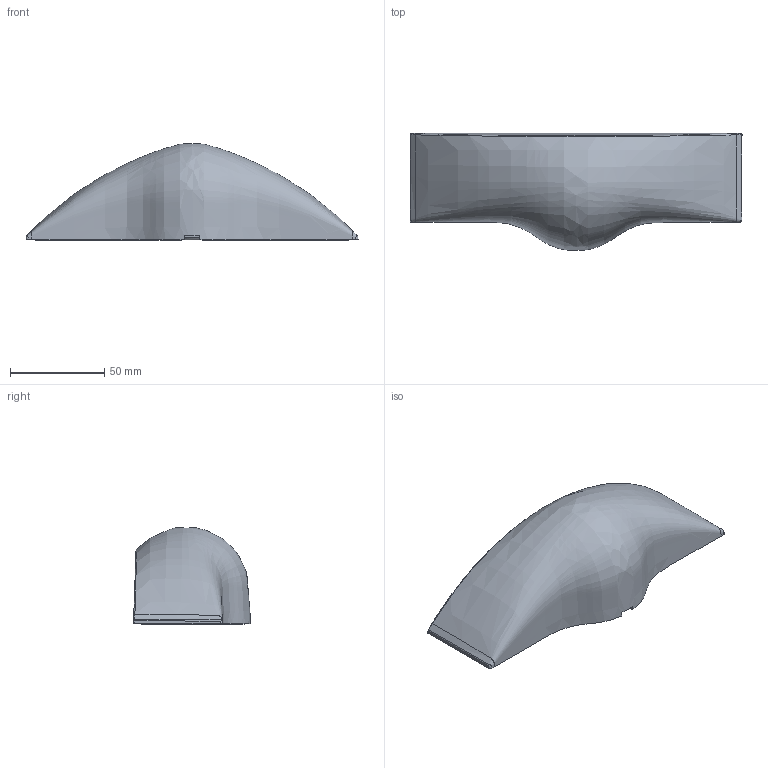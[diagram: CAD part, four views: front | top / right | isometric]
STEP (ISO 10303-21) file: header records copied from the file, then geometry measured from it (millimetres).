
FILE_DESCRIPTION (( 'STEP AP214' ), '1' );
FILE_NAME ('Merkur2.STEP', '2021-08-04T05:53:26', ( '' ), ( '' ), 'SwSTEP 2.0', 'SolidWorks 2017', '' );
FILE_SCHEMA (( 'AUTOMOTIVE_DESIGN' ));
Length unit declared in the file: millimetre
Products named in the file (2): Merkur2
Bounding box: 176 x 62.06 x 51.2 mm (x, y, z)
Volume: 269058.8 mm3; surface area: 36411.5 mm2
Topology: 1 solids, 2 shells, 196 faces, 535 edges, 353 vertices
Faces by surface type: plane 105, bspline 41, cone 34, cylinder 14, torus 2
Entity records: 12799 total; most frequent: CARTESIAN_POINT 8003, ORIENTED_EDGE 1070, DIRECTION 755, EDGE_CURVE 535, VERTEX_POINT 353, VECTOR 281, LINE 281, AXIS2_PLACEMENT_3D 237
